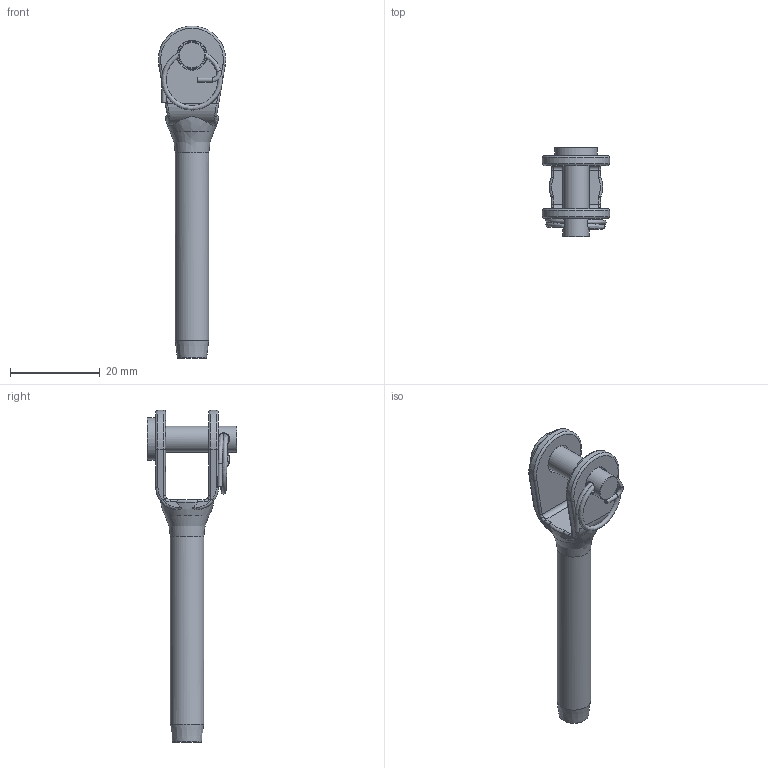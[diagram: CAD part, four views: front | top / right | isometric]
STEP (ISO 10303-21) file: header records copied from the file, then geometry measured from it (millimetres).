
FILE_DESCRIPTION (( 'STEP AP203' ), '1' );
FILE_NAME ('101200404.step', '2023-09-22T07:23:03', ( '' ), ( '' ), 'SwSTEP 2.0', 'SolidWorks 2018', '' );
FILE_SCHEMA (( 'CONFIG_CONTROL_DESIGN' ));
Length unit declared in the file: millimetre
Products named in the file (4): 101200X0X Teil3_101200303 Teil3; 101200X0X Teil2_101200404 Teil2; 101200404; 101200X0X Teil1_101200404 Teil1
Assembly tree (3 placements, depth 2):
  101200404
    101200X0X Teil1_101200404 Teil1
    101200X0X Teil2_101200404 Teil2
    101200X0X Teil3_101200303 Teil3
Bounding box: 15 x 20 x 74 mm (x, y, z)
Volume: 3694.6 mm3; surface area: 3864.5 mm2
Topology: 3 solids, 3 shells, 311 faces, 821 edges, 526 vertices
Faces by surface type: plane 118, bspline 106, cylinder 63, torus 22, cone 2
Full cylindrical faces by diameter (mm): 1 x2, 2.5 x1, 4.3 x1, 5.8 x1, 6.5 x2, 7.5 x1, 9.5 x1
Entity records: 16689 total; most frequent: CARTESIAN_POINT 9757, ORIENTED_EDGE 1492, DIRECTION 1058, EDGE_CURVE 746, VERTEX_POINT 502, AXIS2_PLACEMENT_3D 370, EDGE_LOOP 366, FACE_OUTER_BOUND 330
